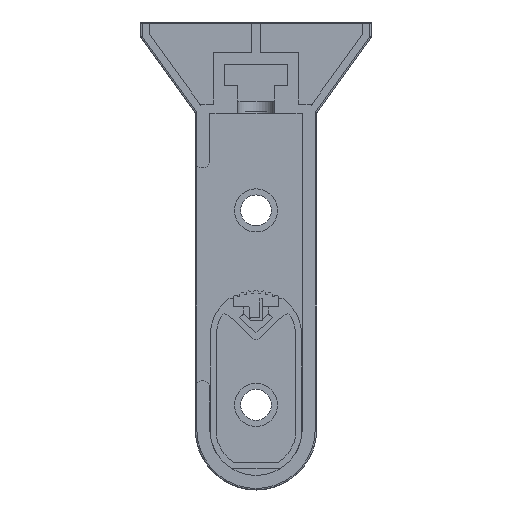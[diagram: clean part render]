
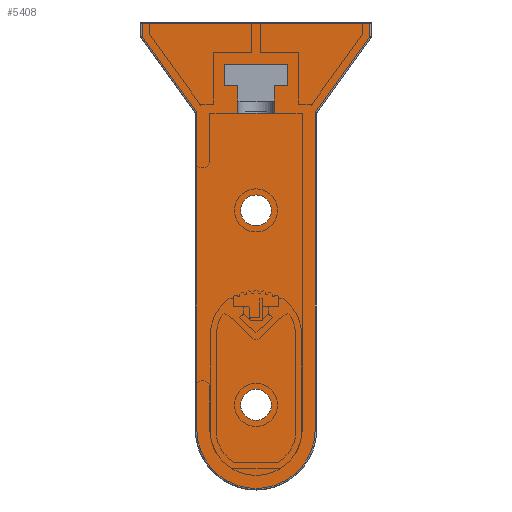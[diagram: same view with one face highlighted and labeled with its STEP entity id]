
A CAD part, left-side view. The second image highlights one B-rep face of the part: STEP entity #5408.
In plain terms, the highlighted free-form (B-spline) face has degree [1, 1] with [2, 2] control points.
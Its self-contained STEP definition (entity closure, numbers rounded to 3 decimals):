
#2687=CARTESIAN_POINT('',(18.75,-2.419,0.0));
#2688=VERTEX_POINT('',#2687);
#3379=CARTESIAN_POINT('',(18.75,-0.25,0.0));
#3380=VERTEX_POINT('',#3379);
#3443=CARTESIAN_POINT('',(9.844,-14.788,0.0));
#3444=VERTEX_POINT('',#3443);
#3452=CARTESIAN_POINT('',(9.75,-15.081,0.0));
#3453=VERTEX_POINT('',#3452);
#3454=CARTESIAN_POINT('',(10.25,-15.081,0.0));
#3455=DIRECTION('',(0.0,0.0,-1.0));
#3456=DIRECTION('',(-0.952,0.307,0.0));
#3457=AXIS2_PLACEMENT_3D('',#3454,#3455,#3456);
#3458=CIRCLE('',#3457,0.5);
#3459=EDGE_CURVE('',#3453,#3444,#3458,.T.);
#3822=CARTESIAN_POINT('',(-18.75,-0.25,0.0));
#3823=VERTEX_POINT('',#3822);
#3868=CARTESIAN_POINT('',(18.75,-0.25,0.0));
#3869=DIRECTION('',(-1.0,0.0,0.0));
#3870=VECTOR('',#3869,37.5);
#3871=LINE('',#3868,#3870);
#3872=EDGE_CURVE('',#3380,#3823,#3871,.T.);
#3907=CARTESIAN_POINT('',(-9.844,-14.788,0.0));
#3908=VERTEX_POINT('',#3907);
#3909=CARTESIAN_POINT('',(-9.75,-15.081,0.0));
#3910=VERTEX_POINT('',#3909);
#3911=CARTESIAN_POINT('',(-10.25,-15.081,0.0));
#3912=DIRECTION('',(0.0,0.0,-1.0));
#3913=DIRECTION('',(0.952,0.307,0.0));
#3914=AXIS2_PLACEMENT_3D('',#3911,#3912,#3913);
#3915=CIRCLE('',#3914,0.5);
#3916=EDGE_CURVE('',#3908,#3910,#3915,.T.);
#3972=CARTESIAN_POINT('',(-9.75,-67.0,0.0));
#3973=VERTEX_POINT('',#3972);
#3983=CARTESIAN_POINT('',(-9.75,-15.081,0.0));
#3984=DIRECTION('',(0.0,-1.0,0.0));
#3985=VECTOR('',#3984,51.919);
#3986=LINE('',#3983,#3985);
#3987=EDGE_CURVE('',#3910,#3973,#3986,.T.);
#4052=CARTESIAN_POINT('',(9.75,-67.0,0.0));
#4053=VERTEX_POINT('',#4052);
#4063=CARTESIAN_POINT('',(0.,-67.0,0.0));
#4064=DIRECTION('',(0.0,0.0,1.0));
#4065=DIRECTION('',(0.0,-1.0,0.0));
#4066=AXIS2_PLACEMENT_3D('',#4063,#4064,#4065);
#4067=CIRCLE('',#4066,9.75);
#4068=EDGE_CURVE('',#3973,#4053,#4067,.T.);
#4108=CARTESIAN_POINT('',(9.75,-67.0,0.0));
#4109=DIRECTION('',(0.0,1.0,0.0));
#4110=VECTOR('',#4109,51.919);
#4111=LINE('',#4108,#4110);
#4112=EDGE_CURVE('',#4053,#3453,#4111,.T.);
#4278=CARTESIAN_POINT('',(-18.75,-2.419,0.0));
#4279=VERTEX_POINT('',#4278);
#4324=CARTESIAN_POINT('',(-18.75,-0.25,0.0));
#4325=DIRECTION('',(0.0,-1.0,0.0));
#4326=VECTOR('',#4325,2.169);
#4327=LINE('',#4324,#4326);
#4328=EDGE_CURVE('',#3823,#4279,#4327,.T.);
#4367=CARTESIAN_POINT('',(-18.75,-2.419,0.0));
#4368=DIRECTION('',(0.584,-0.812,0.0));
#4369=VECTOR('',#4368,15.242);
#4370=LINE('',#4367,#4369);
#4371=EDGE_CURVE('',#4279,#3908,#4370,.T.);
#4625=CARTESIAN_POINT('',(9.844,-14.788,0.0));
#4626=DIRECTION('',(0.584,0.812,0.0));
#4627=VECTOR('',#4626,15.242);
#4628=LINE('',#4625,#4627);
#4629=EDGE_CURVE('',#3444,#2688,#4628,.T.);
#4754=CARTESIAN_POINT('',(18.75,-2.419,0.0));
#4755=DIRECTION('',(0.0,1.0,0.0));
#4756=VECTOR('',#4755,2.169);
#4757=LINE('',#4754,#4756);
#4758=EDGE_CURVE('',#2688,#3380,#4757,.T.);
#5303=CARTESIAN_POINT('',(-18.75,-0.25,0.0));
#5304=CARTESIAN_POINT('',(18.75,-0.25,0.0));
#5305=CARTESIAN_POINT('',(-18.75,-76.75,0.0));
#5306=CARTESIAN_POINT('',(18.75,-76.75,0.0));
#5307=B_SPLINE_SURFACE_WITH_KNOTS('',1,1,((#5303,#5305),(#5304,#5306)),.UNSPECIFIED.,.F.,.F.,.U.,(2,2),(2,2),(0.0,37.5),(0.0,76.5),.UNSPECIFIED.);
#5308=ORIENTED_EDGE('',*,*,#3916,.T.);
#5309=ORIENTED_EDGE('',*,*,#3987,.T.);
#5310=ORIENTED_EDGE('',*,*,#4068,.T.);
#5311=ORIENTED_EDGE('',*,*,#4112,.T.);
#5312=ORIENTED_EDGE('',*,*,#3459,.T.);
#5313=ORIENTED_EDGE('',*,*,#4629,.T.);
#5314=ORIENTED_EDGE('',*,*,#4758,.T.);
#5315=ORIENTED_EDGE('',*,*,#3872,.T.);
#5316=ORIENTED_EDGE('',*,*,#4328,.T.);
#5317=ORIENTED_EDGE('',*,*,#4371,.T.);
#5318=EDGE_LOOP('',(#5308,#5309,#5310,#5311,#5312,#5313,#5314,#5315,#5316,#5317));
#5319=FACE_OUTER_BOUND('',#5318,.T.);
#5320=CARTESIAN_POINT('',(-2.55,-63.0,0.0));
#5321=VERTEX_POINT('',#5320);
#5322=CARTESIAN_POINT('',(0.,-63.0,0.0));
#5323=DIRECTION('',(0.0,0.0,1.0));
#5324=DIRECTION('',(1.0,0.0,0.0));
#5325=AXIS2_PLACEMENT_3D('',#5322,#5323,#5324);
#5326=CIRCLE('',#5325,2.55);
#5327=EDGE_CURVE('',#5321,#5321,#5326,.T.);
#5328=ORIENTED_EDGE('',*,*,#5327,.F.);
#5329=EDGE_LOOP('',(#5328));
#5330=FACE_BOUND('',#5329,.T.);
#5331=CARTESIAN_POINT('',(-2.55,-31.,0.0));
#5332=VERTEX_POINT('',#5331);
#5333=CARTESIAN_POINT('',(0.,-31.,0.0));
#5334=DIRECTION('',(0.0,0.0,1.0));
#5335=DIRECTION('',(1.0,0.0,0.0));
#5336=AXIS2_PLACEMENT_3D('',#5333,#5334,#5335);
#5337=CIRCLE('',#5336,2.55);
#5338=EDGE_CURVE('',#5332,#5332,#5337,.T.);
#5339=ORIENTED_EDGE('',*,*,#5338,.F.);
#5340=EDGE_LOOP('',(#5339));
#5341=FACE_BOUND('',#5340,.T.);
#5342=CARTESIAN_POINT('',(3.,-10.5,0.0));
#5343=VERTEX_POINT('',#5342);
#5344=CARTESIAN_POINT('',(5.25,-10.5,0.0));
#5345=VERTEX_POINT('',#5344);
#5346=CARTESIAN_POINT('',(3.,-10.5,0.0));
#5347=DIRECTION('',(1.0,0.0,0.0));
#5348=VECTOR('',#5347,2.25);
#5349=LINE('',#5346,#5348);
#5350=EDGE_CURVE('',#5343,#5345,#5349,.T.);
#5351=ORIENTED_EDGE('',*,*,#5350,.F.);
#5352=CARTESIAN_POINT('',(3.,-15.,0.0));
#5353=VERTEX_POINT('',#5352);
#5354=CARTESIAN_POINT('',(3.0,-15.0,0.0));
#5355=DIRECTION('',(0.0,1.0,0.0));
#5356=VECTOR('',#5355,4.5);
#5357=LINE('',#5354,#5356);
#5358=EDGE_CURVE('',#5353,#5343,#5357,.T.);
#5359=ORIENTED_EDGE('',*,*,#5358,.F.);
#5360=CARTESIAN_POINT('',(-3.,-15.,0.0));
#5361=VERTEX_POINT('',#5360);
#5362=CARTESIAN_POINT('',(-3.0,-15.,0.0));
#5363=DIRECTION('',(1.0,0.0,0.0));
#5364=VECTOR('',#5363,6.0);
#5365=LINE('',#5362,#5364);
#5366=EDGE_CURVE('',#5361,#5353,#5365,.T.);
#5367=ORIENTED_EDGE('',*,*,#5366,.F.);
#5368=CARTESIAN_POINT('',(-3.,-10.5,0.0));
#5369=VERTEX_POINT('',#5368);
#5370=CARTESIAN_POINT('',(-3.,-10.5,0.0));
#5371=DIRECTION('',(0.0,-1.0,0.0));
#5372=VECTOR('',#5371,4.5);
#5373=LINE('',#5370,#5372);
#5374=EDGE_CURVE('',#5369,#5361,#5373,.T.);
#5375=ORIENTED_EDGE('',*,*,#5374,.F.);
#5376=CARTESIAN_POINT('',(-5.25,-10.5,0.0));
#5377=VERTEX_POINT('',#5376);
#5378=CARTESIAN_POINT('',(-5.25,-10.5,0.0));
#5379=DIRECTION('',(1.0,0.0,0.0));
#5380=VECTOR('',#5379,2.25);
#5381=LINE('',#5378,#5380);
#5382=EDGE_CURVE('',#5377,#5369,#5381,.T.);
#5383=ORIENTED_EDGE('',*,*,#5382,.F.);
#5384=CARTESIAN_POINT('',(-5.25,-7.,0.0));
#5385=VERTEX_POINT('',#5384);
#5386=CARTESIAN_POINT('',(-5.25,-7.,0.0));
#5387=DIRECTION('',(0.0,-1.0,0.0));
#5388=VECTOR('',#5387,3.5);
#5389=LINE('',#5386,#5388);
#5390=EDGE_CURVE('',#5385,#5377,#5389,.T.);
#5391=ORIENTED_EDGE('',*,*,#5390,.F.);
#5392=CARTESIAN_POINT('',(5.25,-7.,0.0));
#5393=VERTEX_POINT('',#5392);
#5394=CARTESIAN_POINT('',(5.25,-7.,0.0));
#5395=DIRECTION('',(-1.0,0.0,0.0));
#5396=VECTOR('',#5395,10.5);
#5397=LINE('',#5394,#5396);
#5398=EDGE_CURVE('',#5393,#5385,#5397,.T.);
#5399=ORIENTED_EDGE('',*,*,#5398,.F.);
#5400=CARTESIAN_POINT('',(5.25,-10.5,0.0));
#5401=DIRECTION('',(0.0,1.0,0.0));
#5402=VECTOR('',#5401,3.5);
#5403=LINE('',#5400,#5402);
#5404=EDGE_CURVE('',#5345,#5393,#5403,.T.);
#5405=ORIENTED_EDGE('',*,*,#5404,.F.);
#5406=EDGE_LOOP('',(#5351,#5359,#5367,#5375,#5383,#5391,#5399,#5405));
#5407=FACE_BOUND('',#5406,.T.);
#5408=ADVANCED_FACE('',(#5319,#5330,#5341,#5407),#5307,.F.);
